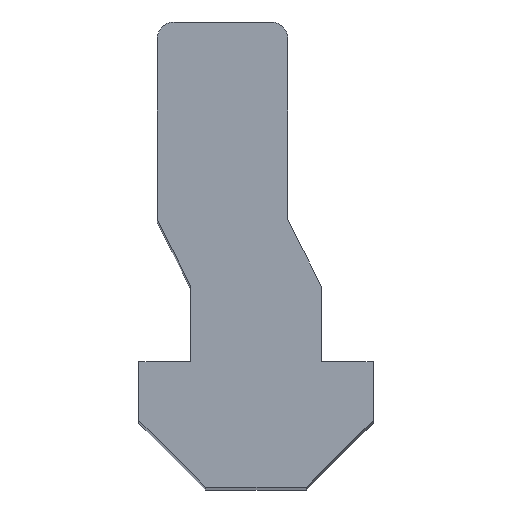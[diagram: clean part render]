
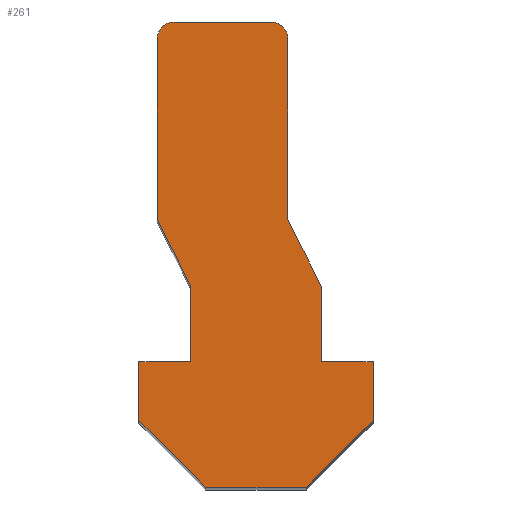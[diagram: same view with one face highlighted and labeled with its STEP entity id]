
A CAD part, top view. The second image highlights one B-rep face of the part: STEP entity #261.
In plain terms, the highlighted planar face has unit normal (0, 0, 1).
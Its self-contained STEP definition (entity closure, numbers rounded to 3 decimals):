
#73=CARTESIAN_POINT('',(-5.838,26.8,100.0));
#74=VERTEX_POINT('',#73);
#75=CARTESIAN_POINT('',(-4.838,27.8,100.0));
#76=VERTEX_POINT('',#75);
#77=CARTESIAN_POINT('',(-4.838,26.8,100.0));
#78=DIRECTION('',(0.0,0.0,-1.0));
#79=DIRECTION('',(-0.707,0.707,0.0));
#80=AXIS2_PLACEMENT_3D('',#77,#78,#79);
#81=CIRCLE('',#80,1.);
#82=EDGE_CURVE('',#74,#76,#81,.T.);
#116=CARTESIAN_POINT('',(0.962,27.8,100.0));
#117=VERTEX_POINT('',#116);
#118=CARTESIAN_POINT('',(-4.838,27.8,100.0));
#119=DIRECTION('',(1.0,0.0,0.0));
#120=VECTOR('',#119,5.8);
#121=LINE('',#118,#120);
#122=EDGE_CURVE('',#76,#117,#121,.T.);
#141=CARTESIAN_POINT('',(-0.786,12.412,100.0));
#142=DIRECTION('',(0.0,0.0,1.0));
#143=DIRECTION('',(1.0,0.0,0.0));
#144=AXIS2_PLACEMENT_3D('',#141,#142,#143);
#145=PLANE('',#144);
#146=ORIENTED_EDGE('',*,*,#82,.F.);
#147=CARTESIAN_POINT('',(-5.838,16.0,100.0));
#148=VERTEX_POINT('',#147);
#149=CARTESIAN_POINT('',(-5.838,16.,100.0));
#150=DIRECTION('',(0.0,1.0,0.0));
#151=VECTOR('',#150,10.8);
#152=LINE('',#149,#151);
#153=EDGE_CURVE('',#148,#74,#152,.T.);
#154=ORIENTED_EDGE('',*,*,#153,.F.);
#155=CARTESIAN_POINT('',(-3.838,12.,100.0));
#156=VERTEX_POINT('',#155);
#157=CARTESIAN_POINT('',(-3.838,12.,100.0));
#158=DIRECTION('',(-0.447,0.894,0.0));
#159=VECTOR('',#158,4.472);
#160=LINE('',#157,#159);
#161=EDGE_CURVE('',#156,#148,#160,.T.);
#162=ORIENTED_EDGE('',*,*,#161,.F.);
#163=CARTESIAN_POINT('',(-3.838,7.5,100.0));
#164=VERTEX_POINT('',#163);
#165=CARTESIAN_POINT('',(-3.838,7.5,100.0));
#166=DIRECTION('',(0.0,1.0,0.0));
#167=VECTOR('',#166,4.5);
#168=LINE('',#165,#167);
#169=EDGE_CURVE('',#164,#156,#168,.T.);
#170=ORIENTED_EDGE('',*,*,#169,.F.);
#171=CARTESIAN_POINT('',(-6.938,7.5,100.0));
#172=VERTEX_POINT('',#171);
#173=CARTESIAN_POINT('',(-6.938,7.5,100.0));
#174=DIRECTION('',(1.0,0.0,0.0));
#175=VECTOR('',#174,3.1);
#176=LINE('',#173,#175);
#177=EDGE_CURVE('',#172,#164,#176,.T.);
#178=ORIENTED_EDGE('',*,*,#177,.F.);
#179=CARTESIAN_POINT('',(-6.938,4.0,100.0));
#180=VERTEX_POINT('',#179);
#181=CARTESIAN_POINT('',(-6.938,4.0,100.0));
#182=DIRECTION('',(0.0,1.0,0.0));
#183=VECTOR('',#182,3.5);
#184=LINE('',#181,#183);
#185=EDGE_CURVE('',#180,#172,#184,.T.);
#186=ORIENTED_EDGE('',*,*,#185,.F.);
#187=CARTESIAN_POINT('',(-2.938,0.0,100.0));
#188=VERTEX_POINT('',#187);
#189=CARTESIAN_POINT('',(-2.938,0.,100.0));
#190=DIRECTION('',(-0.707,0.707,0.0));
#191=VECTOR('',#190,5.657);
#192=LINE('',#189,#191);
#193=EDGE_CURVE('',#188,#180,#192,.T.);
#194=ORIENTED_EDGE('',*,*,#193,.F.);
#195=CARTESIAN_POINT('',(3.062,0.0,100.0));
#196=VERTEX_POINT('',#195);
#197=CARTESIAN_POINT('',(3.062,0.0,100.0));
#198=DIRECTION('',(-1.0,0.0,0.0));
#199=VECTOR('',#198,6.0);
#200=LINE('',#197,#199);
#201=EDGE_CURVE('',#196,#188,#200,.T.);
#202=ORIENTED_EDGE('',*,*,#201,.F.);
#203=CARTESIAN_POINT('',(7.062,4.,100.0));
#204=VERTEX_POINT('',#203);
#205=CARTESIAN_POINT('',(7.062,4.0,100.0));
#206=DIRECTION('',(-0.707,-0.707,0.0));
#207=VECTOR('',#206,5.657);
#208=LINE('',#205,#207);
#209=EDGE_CURVE('',#204,#196,#208,.T.);
#210=ORIENTED_EDGE('',*,*,#209,.F.);
#211=CARTESIAN_POINT('',(7.062,7.5,100.0));
#212=VERTEX_POINT('',#211);
#213=CARTESIAN_POINT('',(7.062,7.5,100.0));
#214=DIRECTION('',(0.0,-1.0,0.0));
#215=VECTOR('',#214,3.5);
#216=LINE('',#213,#215);
#217=EDGE_CURVE('',#212,#204,#216,.T.);
#218=ORIENTED_EDGE('',*,*,#217,.F.);
#219=CARTESIAN_POINT('',(3.962,7.5,100.0));
#220=VERTEX_POINT('',#219);
#221=CARTESIAN_POINT('',(3.962,7.5,100.0));
#222=DIRECTION('',(1.0,0.0,0.0));
#223=VECTOR('',#222,3.1);
#224=LINE('',#221,#223);
#225=EDGE_CURVE('',#220,#212,#224,.T.);
#226=ORIENTED_EDGE('',*,*,#225,.F.);
#227=CARTESIAN_POINT('',(3.962,12.,100.0));
#228=VERTEX_POINT('',#227);
#229=CARTESIAN_POINT('',(3.962,12.,100.0));
#230=DIRECTION('',(0.0,-1.0,0.0));
#231=VECTOR('',#230,4.5);
#232=LINE('',#229,#231);
#233=EDGE_CURVE('',#228,#220,#232,.T.);
#234=ORIENTED_EDGE('',*,*,#233,.F.);
#235=CARTESIAN_POINT('',(1.962,16.0,100.0));
#236=VERTEX_POINT('',#235);
#237=CARTESIAN_POINT('',(1.962,16.0,100.0));
#238=DIRECTION('',(0.447,-0.894,0.0));
#239=VECTOR('',#238,4.472);
#240=LINE('',#237,#239);
#241=EDGE_CURVE('',#236,#228,#240,.T.);
#242=ORIENTED_EDGE('',*,*,#241,.F.);
#243=CARTESIAN_POINT('',(1.962,26.8,100.0));
#244=VERTEX_POINT('',#243);
#245=CARTESIAN_POINT('',(1.962,26.8,100.0));
#246=DIRECTION('',(0.0,-1.0,0.0));
#247=VECTOR('',#246,10.8);
#248=LINE('',#245,#247);
#249=EDGE_CURVE('',#244,#236,#248,.T.);
#250=ORIENTED_EDGE('',*,*,#249,.F.);
#251=CARTESIAN_POINT('',(0.962,26.8,100.0));
#252=DIRECTION('',(0.0,0.0,-1.0));
#253=DIRECTION('',(0.707,0.707,0.0));
#254=AXIS2_PLACEMENT_3D('',#251,#252,#253);
#255=CIRCLE('',#254,1.0);
#256=EDGE_CURVE('',#117,#244,#255,.T.);
#257=ORIENTED_EDGE('',*,*,#256,.F.);
#258=ORIENTED_EDGE('',*,*,#122,.F.);
#259=EDGE_LOOP('',(#146,#154,#162,#170,#178,#186,#194,#202,#210,#218,#226,#234,#242,#250,#257,#258));
#260=FACE_OUTER_BOUND('',#259,.T.);
#261=ADVANCED_FACE('',(#260),#145,.T.);
